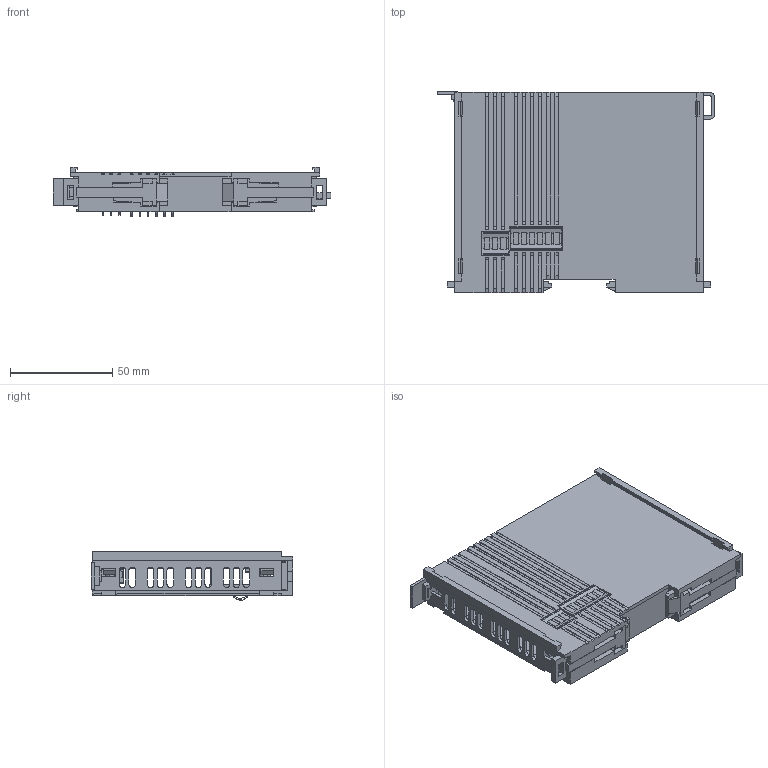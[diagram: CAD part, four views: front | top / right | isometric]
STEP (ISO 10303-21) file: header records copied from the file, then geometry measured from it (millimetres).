
FILE_DESCRIPTION (( 'STEP AP214' ), '1' );
FILE_NAME ('SPTM.STEP', '2025-03-27T09:31:11', ( '' ), ( '' ), 'SwSTEP 2.0', 'SolidWorks 2022', '' );
FILE_SCHEMA (( 'AUTOMOTIVE_DESIGN' ));
Length unit declared in the file: millimetre
Products named in the file (75): SPTM.step_00; Board.step_00; SPTM; ПНЛА.754421.002 Наклейка_SPTM; BF090-7-A-1-N-D-15.step_00; 70ADJ-6-ML0, __________________ ______________ 6, SMD Male-27.step_00; SW3dPS-1206 SMD Resistor.step_00; ПНЛА.741645.001 Крышка_под RJ; 70ADJ-6-ML0, __________________ ______________ 6, SMD Male-31.step_00; DS1025-03-1x7P8BS1R2-4.step_00; DS1025-03-1x7P8BS1R2-6.step_00; ПНЛА.741662.001 Защелка_00; DS1025-03-1x7P8BS1R2-12.step_00; C1812.step_00; DS1025-03-1x7P8BS1R2-9.step_00; XS1.step_00; XS1-1.step_00; ___N___ 1.step_00; BF090-7-A-1-N-D.step_00; 70ADJ-6-ML0, __________________ ______________ 6, SMD Male-30.step_00; Open CASCADE STEP translator 7.5 1.1.1-14.step_00; 70ADH-3-FL0, __________________ ______________ 3, SMD Female.step_00; R2.step_00; 6278881168.step_00; C1.step_00; DS1025-03-1x7P8BS1R2-13.step_00; 6136832448.step_00; R1.step_00; 70ADJ-6-ML0, __________________ ______________ 6, SMD Male.step_00; ____________ PCHSS8___2.step_00; BF090-7-A-1-N-D-19.step_00; 6278527280.step_00; BF090-7-A-1-N-D-18.step_00; XS3.step_00; XP2.step_00; DS1025-03-1x7P8BS1R2.step_00; 70ADH-6-FL0, __________________ ______________ 6, SMD Female.step_00; DS1025-03-1x7P8BS1R2-1.step_00; 70ADJ-6-ML0, __________________ ______________ 6, SMD Male-28.step_00; BF090-7-A-1-N-D-24.step_00 ...
Assembly tree (122 placements, depth 6):
  SPTM
    ПНЛА.741545.001 Корпус_С RJ
    ПНЛА.741645.001 Крышка_под RJ
    ПНЛА.741662.001 Защелка_00  x2
    ПНЛА.754421.004 Наклейка_SPTM
    ПНЛА.741512.007 Ярлык
    SPTM.step_00
      Board.step_00
        Open CASCADE STEP translator 7.5 1.1.1.step_00
      R2.step_00
        SW3dPS-1206 SMD Resistor.step_00
      R1.step_00
        SW3dPS-1206 SMD Resistor.step_00
      C2.step_00
        C1812.step_00
      C1.step_00
        C1812.step_00
      XS3.step_00
        6136832448.step_00
      XS2.step_00
        6278527280.step_00
          Extruded.step_00
        70ADH-6-FL0, __________________ ______________ 6, SMD Female.step_00
      XS1.step_00
        6278881168.step_00
          Extruded-0.step_00
        70ADH-3-FL0, __________________ ______________ 3, SMD Female.step_00
      XP1.step_00
        DS1025-03-1x7P8BS1R2.step_00  x2
        DS1025-03-1x7P8BS1R2-1.step_00
        DS1025-03-1x7P8BS1R2-2.step_00  x2
        DS1025-03-1x7P8BS1R2-3.step_00
        DS1025-03-1x7P8BS1R2-4.step_00  x2
        DS1025-03-1x7P8BS1R2-5.step_00
        DS1025-03-1x7P8BS1R2-6.step_00  x2
        DS1025-03-1x7P8BS1R2-7.step_00
        DS1025-03-1x7P8BS1R2-8.step_00  x2
        DS1025-03-1x7P8BS1R2-9.step_00
        DS1025-03-1x7P8BS1R2-10.step_00  x2
        DS1025-03-1x7P8BS1R2-11.step_00
        DS1025-03-1x7P8BS1R2-12.step_00  x2
        DS1025-03-1x7P8BS1R2-13.step_00
      XP2.step_00
        DS1025-03-1x7P8BS1R2.step_00  x2
        DS1025-03-1x7P8BS1R2-1.step_00
        DS1025-03-1x7P8BS1R2-2.step_00  x2
        DS1025-03-1x7P8BS1R2-3.step_00
        DS1025-03-1x7P8BS1R2-4.step_00  x2
        DS1025-03-1x7P8BS1R2-5.step_00
        DS1025-03-1x7P8BS1R2-6.step_00  x2
        DS1025-03-1x7P8BS1R2-7.step_00
        DS1025-03-1x7P8BS1R2-8.step_00  x2
        DS1025-03-1x7P8BS1R2-9.step_00
        DS1025-03-1x7P8BS1R2-10.step_00  x2
        DS1025-03-1x7P8BS1R2-11.step_00
        DS1025-03-1x7P8BS1R2-12.step_00  x2
        DS1025-03-1x7P8BS1R2-13.step_00
      Free-Models.step_00
        ___N___ 1.step_00
          Board-1.step_00
Bounding box: 136 x 98.5 x 24.26 mm (x, y, z)
Volume: 73991.2 mm3; surface area: 101602.7 mm2
Topology: 111 solids, 113 shells, 4583 faces, 11648 edges, 7367 vertices
Faces by surface type: plane 3623, cylinder 779, bspline 133, sphere 32, cone 16
Entity records: 106626 total; most frequent: CARTESIAN_POINT 25180, ORIENTED_EDGE 15692, DIRECTION 13433, EDGE_CURVE 7848, VECTOR 5365, LINE 5365, VERTEX_POINT 5056, AXIS2_PLACEMENT_3D 4034
